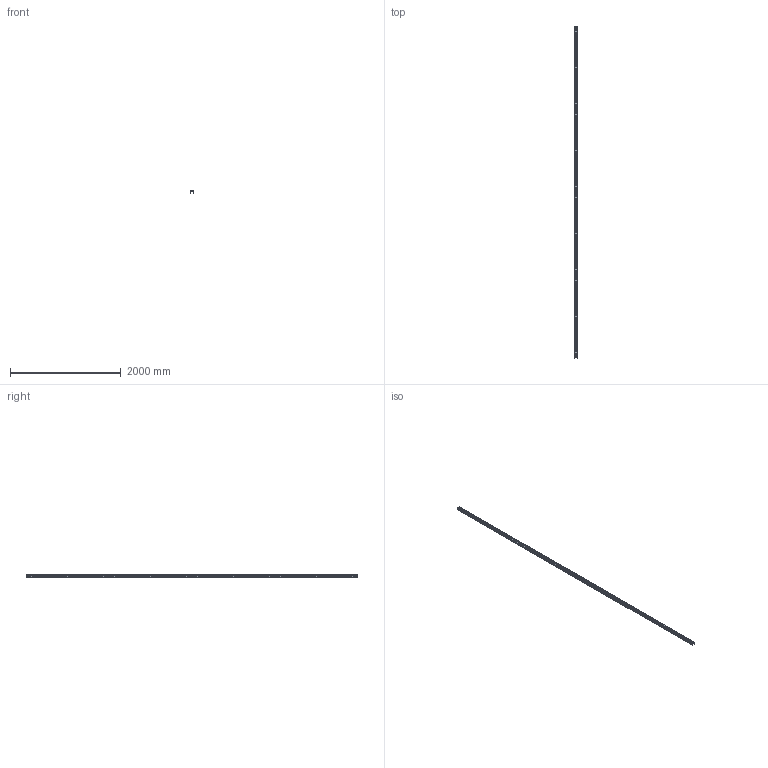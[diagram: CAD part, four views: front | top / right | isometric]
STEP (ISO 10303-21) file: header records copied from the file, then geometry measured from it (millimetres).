
FILE_DESCRIPTION((''),'2;1');
FILE_NAME('666460_PRT','2018-12-05T15:36:07',('tomasz.grudniewski'),(''),'CREO PARAMETRIC BY PTC INC, 2018260','CREO PARAMETRIC BY PTC INC, 2018260','');
FILE_SCHEMA(('CONFIG_CONTROL_DESIGN'));
Length unit declared in the file: millimetre
Products named in the file (1): 666460_PRT
Bounding box: 60 x 6000 x 40 mm (x, y, z)
Volume: 3070140.2 mm3; surface area: 1424005 mm2
Topology: 1 solids, 1 shells, 1462 faces, 4364 edges, 2904 vertices
Faces by surface type: plane 738, cylinder 724
Entity records: 50986 total; most frequent: DIRECTION 8736, CARTESIAN_POINT 8730, ORIENTED_EDGE 8728, EDGE_CURVE 4364, VECTOR 2916, LINE 2916, AXIS2_PLACEMENT_3D 2910, VERTEX_POINT 2904
